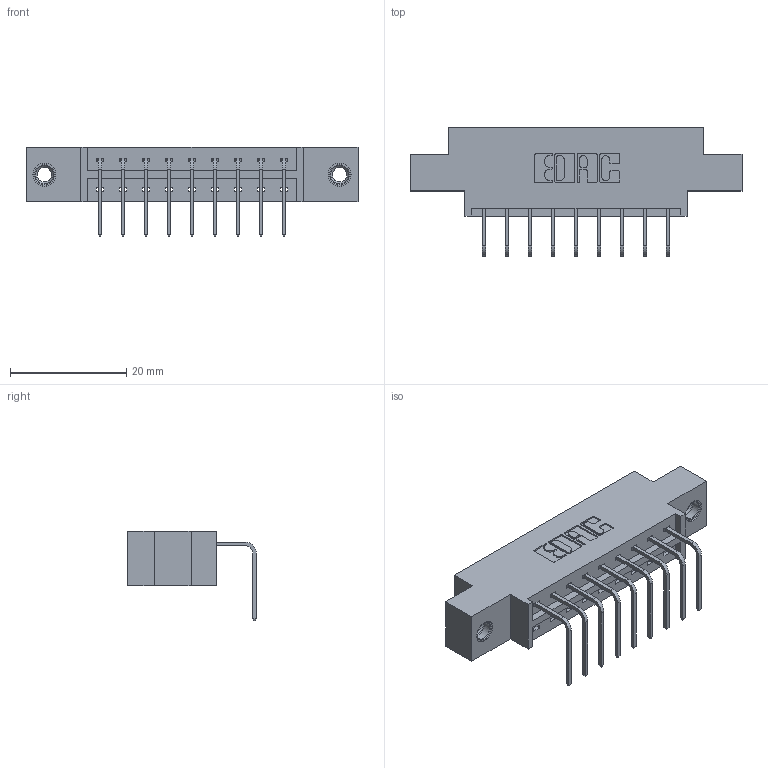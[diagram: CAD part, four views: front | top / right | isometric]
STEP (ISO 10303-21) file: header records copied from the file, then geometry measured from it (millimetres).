
FILE_DESCRIPTION (( 'STEP AP203' ), '1' );
FILE_NAME ('333-009-558-607.STEP', '2018-07-31T22:40:43', ( '' ), ( '' ), 'SwSTEP 2.0', 'SolidWorks 2016', '' );
FILE_SCHEMA (( 'CONFIG_CONTROL_DESIGN' ));
Length unit declared in the file: inch
Products named in the file (4): 345-292-001_558 Tail - 2; 345-250-001_345-250-005-103; 333-009-558-607; 333 Part_Offset - .156 Dia - TI
Assembly tree (12 placements, depth 2):
  333-009-558-607
    333 Part_Offset - .156 Dia - TI
    345-292-001_558 Tail - 2  x9
    345-250-001_345-250-005-103  x2
Bounding box: 57.2 x 22.17 x 15.37 mm (x, y, z)
Volume: 5260.9 mm3; surface area: 5895.6 mm2
Topology: 12 solids, 12 shells, 718 faces, 2097 edges, 1378 vertices
Faces by surface type: plane 502, cylinder 200, cone 12, torus 4
Entity records: 11172 total; most frequent: CARTESIAN_POINT 1916, ORIENTED_EDGE 1854, DIRECTION 1715, EDGE_CURVE 927, LINE 779, VECTOR 779, VERTEX_POINT 612, AXIS2_PLACEMENT_3D 468
